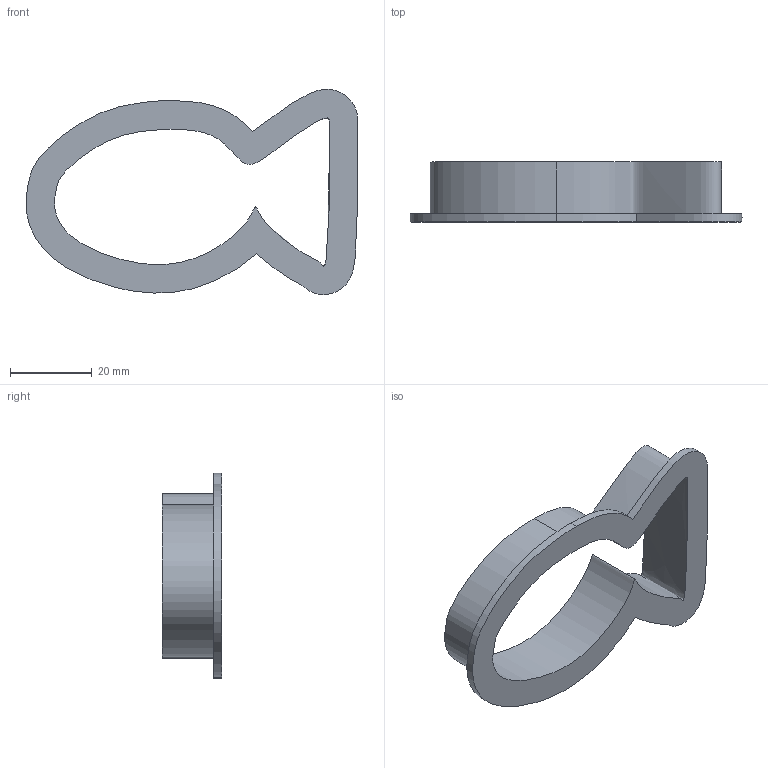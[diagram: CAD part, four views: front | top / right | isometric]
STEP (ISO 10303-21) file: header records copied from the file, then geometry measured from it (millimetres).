
FILE_DESCRIPTION(/* description */ ('STEP AP242','CAx-IF Rec.Pracs.---Representation and Presentation of Product Manufacturing Information (PMI)---4.0---2014-10-13','CAx-IF Rec.Pracs.---3D Tessellated Geometry---0.4---2014-09-14','2;1'),/* implementation_level */ '2;1');
FILE_NAME(/* name */ '683ff147de05fb41b9203d71',/* time_stamp */ '2025-06-04T07:10:00Z',/* author */ (''),/* organization */ (''),/* preprocessor_version */ 'ST-DEVELOPER v20',/* originating_system */ 'ONSHAPE BY PTC INC, 1.198',/* authorisation */ ' ');
FILE_SCHEMA (('AP242_MANAGED_MODEL_BASED_3D_ENGINEERING_MIM_LF { 1 0 10303 442 1 1 4 }'));
Length unit declared in the file: metre
Products named in the file (1): Part 1
Bounding box: 81.4 x 14.7 x 50.29 mm (x, y, z)
Volume: 7110.1 mm3; surface area: 9287.4 mm2
Topology: 1 solids, 1 shells, 10 faces, 21 edges, 14 vertices
Faces by surface type: bspline 7, plane 3
Entity records: 1588 total; most frequent: CARTESIAN_POINT 1396, ORIENTED_EDGE 40, EDGE_CURVE 20, VERTEX_POINT 14, B_SPLINE_CURVE_WITH_KNOTS 14, EDGE_LOOP 14, FACE_BOUND 14, DIRECTION 14
